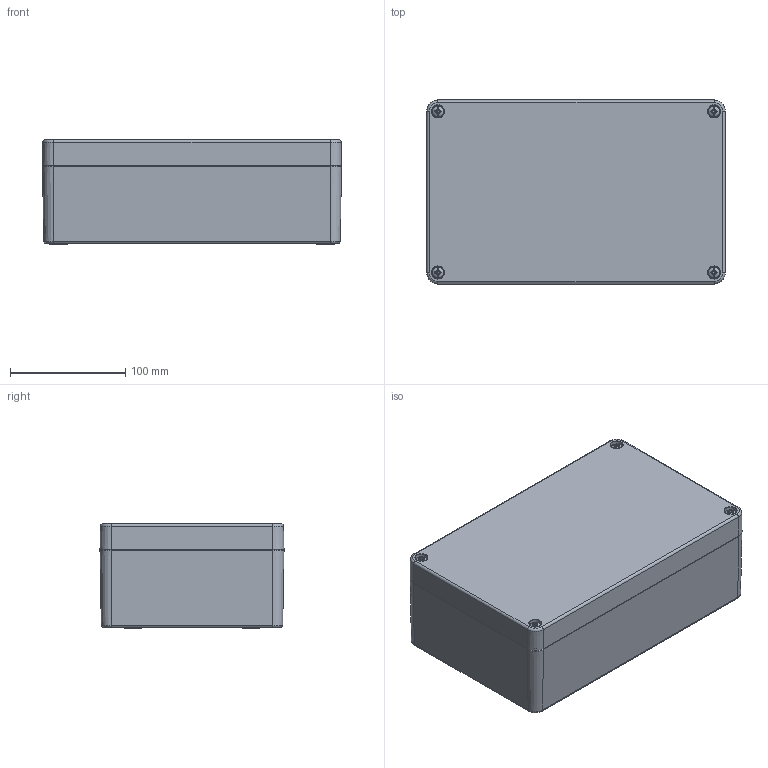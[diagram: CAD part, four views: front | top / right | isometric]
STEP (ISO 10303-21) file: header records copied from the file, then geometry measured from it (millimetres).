
FILE_DESCRIPTION(/* description */ (''),/* implementation_level */ '2;1');
FILE_NAME(/* name */ '1004102600-MBX_261690-K_VE.stp',/* time_stamp */ '2018-10-31T15:06:32+01:00',/* author */ ('robin.rentz'),/* organization */ (''),/* preprocessor_version */ 'ST-DEVELOPER v17',/* originating_system */ 'Autodesk Inventor 2019',/* authorisation */ '');
FILE_SCHEMA (('CONFIG_CONTROL_DESIGN'));
Products named in the file (6): 1004102600-MBX_261690-K_VE; UT-MBX_261690; OT-MBX_261690; OT-MBX_261690_1; 1990000009 M6 Gewindebuchse; 1990000107 - Schraube BM6 x 25-11,5
Assembly tree (11 placements, depth 2):
  1004102600-MBX_261690-K_VE
    UT-MBX_261690
    OT-MBX_261690
    OT-MBX_261690_1
    1990000009 M6 Gewindebuchse  x4
    1990000107 - Schraube BM6 x 25-11,5  x4
Bounding box: 259.99 x 159.99 x 90.5 mm (x, y, z)
Volume: 655224.3 mm3; surface area: 357077.3 mm2
Topology: 11 solids, 11 shells, 2211 faces, 5368 edges, 3253 vertices
Faces by surface type: plane 753, cylinder 472, cone 419, torus 308, bspline 247, sphere 12
Full cylindrical faces by diameter (mm): 4.917 x4, 5.25 x4, 6 x8, 7.8 x4
Entity records: 53260 total; most frequent: CARTESIAN_POINT 13800, ORIENTED_EDGE 8326, DIRECTION 8008, EDGE_CURVE 4163, AXIS2_PLACEMENT_3D 3000, VERTEX_POINT 2536, LINE 2008, VECTOR 2008
